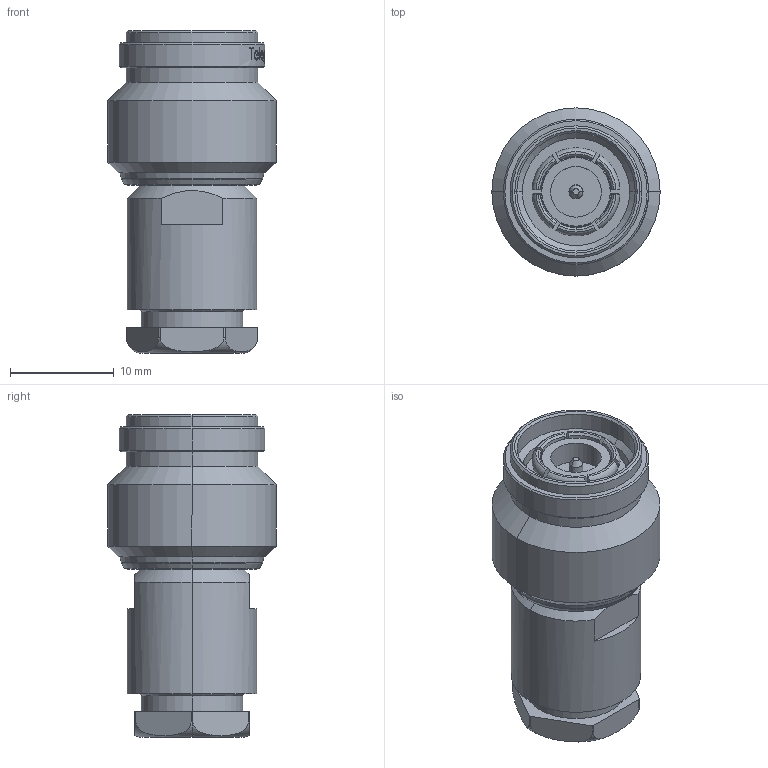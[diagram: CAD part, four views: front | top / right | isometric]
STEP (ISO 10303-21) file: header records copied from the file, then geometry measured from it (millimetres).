
FILE_DESCRIPTION (( 'STEP AP214' ), '1' );
FILE_NAME ('J01010A2608.STEP', '2018-11-12T15:07:09', ( '' ), ( '' ), 'SwSTEP 2.0', 'SolidWorks 2017', '' );
FILE_SCHEMA (( 'AUTOMOTIVE_DESIGN' ));
Length unit declared in the file: millimetre
Products named in the file (1): J01010A2608
Bounding box: 16.2 x 16.2 x 31.1 mm (x, y, z)
Volume: 4047.9 mm3; surface area: 2148.1 mm2
Topology: 1 solids, 1 shells, 298 faces, 749 edges, 486 vertices
Faces by surface type: plane 99, bspline 83, cylinder 65, cone 39, torus 12
Entity records: 17860 total; most frequent: CARTESIAN_POINT 8156, ORIENTED_EDGE 1498, DIRECTION 1058, EDGE_CURVE 749, VERTEX_POINT 486, AXIS2_PLACEMENT_3D 410, EDGE_LOOP 331, B_SPLINE_CURVE_WITH_KNOTS 303
